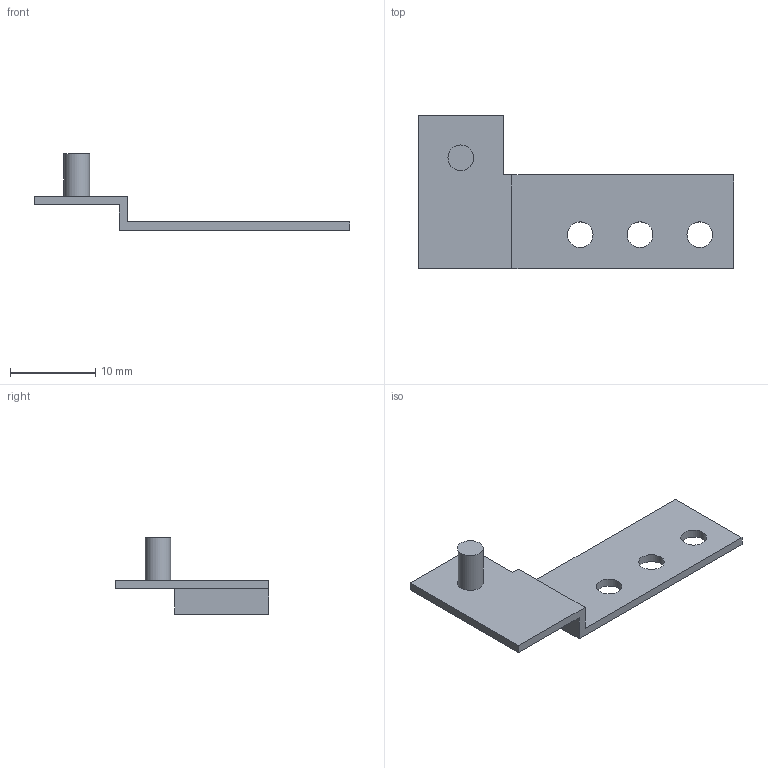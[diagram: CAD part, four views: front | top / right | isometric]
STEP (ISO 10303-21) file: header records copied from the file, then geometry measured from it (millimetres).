
FILE_DESCRIPTION(('FreeCAD Model'),'2;1');
FILE_NAME('rollerPlate1.step','2019-07-09T17:42:33',('Author'),(''), 'Open CASCADE STEP processor 7.3','FreeCAD','Unknown');
FILE_SCHEMA(('AUTOMOTIVE_DESIGN { 1 0 10303 214 1 1 1 1 }'));
Length unit declared in the file: millimetre
Products named in the file (1): Body_(Mirror_#1)
Bounding box: 37 x 18 x 9 mm (x, y, z)
Volume: 524.1 mm3; surface area: 1169 mm2
Topology: 1 solids, 1 shells, 20 faces, 46 edges, 30 vertices
Faces by surface type: plane 16, cylinder 4
Full cylindrical faces by diameter (mm): 3 x4
Entity records: 1212 total; most frequent: CARTESIAN_POINT 225, DIRECTION 183, LINE 119, VECTOR 119, ORIENTED_EDGE 92, PCURVE 92, DEFINITIONAL_REPRESENTATION 92, EDGE_CURVE 46
